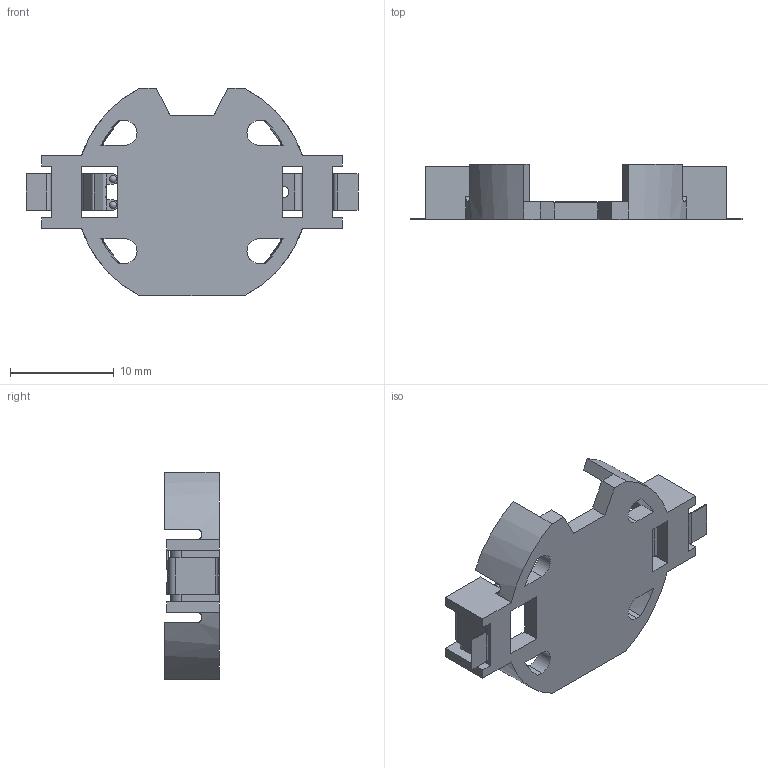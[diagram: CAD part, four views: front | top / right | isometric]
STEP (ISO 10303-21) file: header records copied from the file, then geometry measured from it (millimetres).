
FILE_DESCRIPTION (( 'STEP AP214' ), '1' );
FILE_NAME ('SW3dPS-BU2032SM-HD-G(CR2032 Battery Holder).STEP', '2009-10-12T22:28:47', ( 'SysAdmin' ), ( 'SolidWorks' ), 'SwSTEP 2.0', 'SolidWorks 2009', '' );
FILE_SCHEMA (( 'AUTOMOTIVE_DESIGN' ));
Length unit declared in the file: millimetre
Products named in the file (1): SW3dPS-BU2032SM-HD-G(CR2032 Battery Holder)
Bounding box: 32 x 5.3 x 20 mm (x, y, z)
Volume: 854.7 mm3; surface area: 1664 mm2
Topology: 3 solids, 3 shells, 232 faces, 671 edges, 442 vertices
Faces by surface type: plane 150, cylinder 68, sphere 8, torus 4, bspline 2
Entity records: 7773 total; most frequent: CARTESIAN_POINT 1647, ORIENTED_EDGE 1310, DIRECTION 1221, EDGE_CURVE 655, VECTOR 467, LINE 467, VERTEX_POINT 433, AXIS2_PLACEMENT_3D 377
